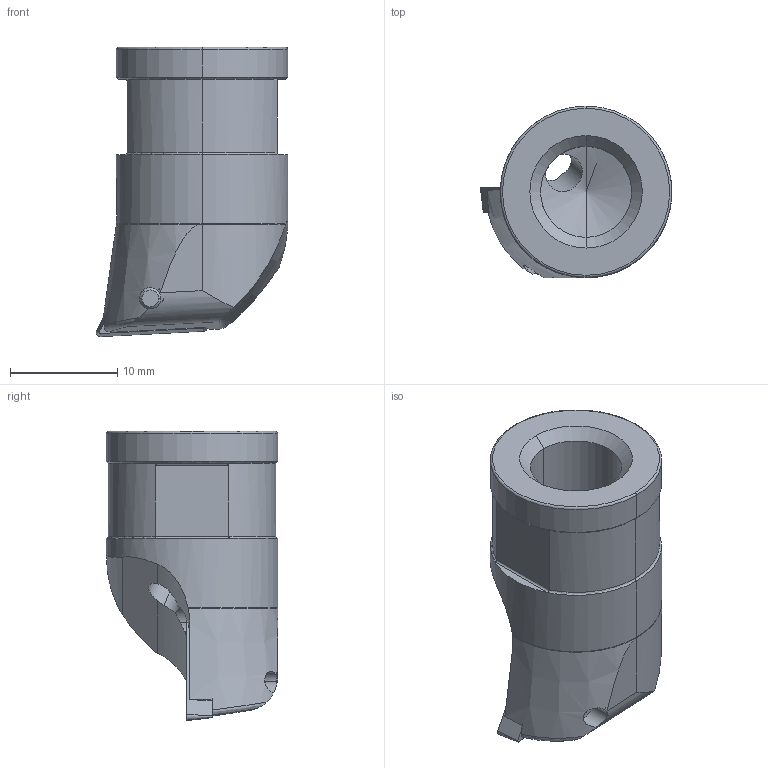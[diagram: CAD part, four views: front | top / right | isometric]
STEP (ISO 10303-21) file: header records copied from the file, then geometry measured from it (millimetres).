
FILE_DESCRIPTION(('no description'),'unknown implementation level');
FILE_NAME('17B21221-3295-4BD7-BC69-482E36B6844F_export.stp',' ',('CIMSOURCE GmbH'),('CADClick - KiM GmbH - www.kimweb.de'),'unknown preprocess','ACIS','unknown authorization');
FILE_SCHEMA(('automotive_design'));
Length unit declared in the file: millimetre
Products named in the file (3): 615.289 Kaiser E20 TC11|655.383 Kaiser TCGT 110204 K10C;Kombinieren1; 615.289 Kaiser E20 TC11|694.122 Kaiser ETL M2.5x6.5 T7 IP 10S;Kreismuster1; 615.289 Kaiser E20 TC11|615.289 Kaiser E20 TC11;Schnitt-Rotation2
Bounding box: 17.88 x 16 x 27 mm (x, y, z)
Volume: 3330.5 mm3; surface area: 2249.4 mm2
Topology: 3 solids, 3 shells, 136 faces, 338 edges, 207 vertices
Faces by surface type: cylinder 58, cone 31, plane 31, torus 15, bspline 1
Entity records: 8589 total; most frequent: CARTESIAN_POINT 1500, DIRECTION 698, STYLED_ITEM 682, PRESENTATION_STYLE_ASSIGNMENT 682, COLOUR_RGB 682, ORIENTED_EDGE 672, EDGE_CURVE 336, CURVE_STYLE 336
